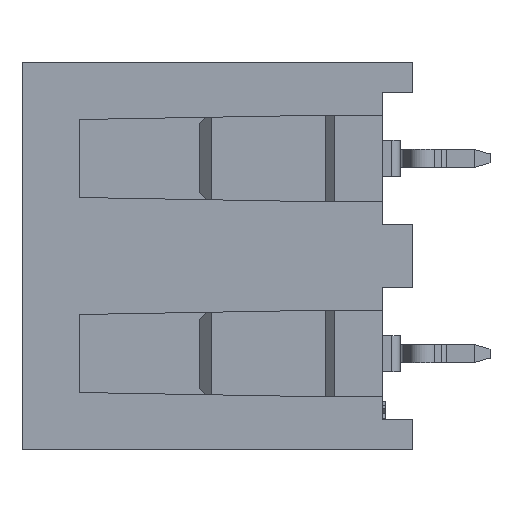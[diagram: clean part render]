
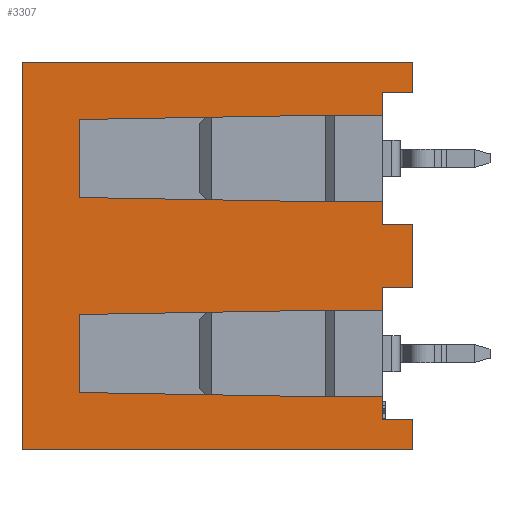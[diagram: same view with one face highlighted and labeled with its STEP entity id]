
A CAD part, left-side view. The second image highlights one B-rep face of the part: STEP entity #3307.
In plain terms, the highlighted planar face has unit normal (-1, 0, 0).
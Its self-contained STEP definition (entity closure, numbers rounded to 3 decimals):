
#558=CARTESIAN_POINT('',(47.3,-12.,-7.8));
#559=VERTEX_POINT('',#558);
#566=CARTESIAN_POINT('',(47.3,-12.,-8.552));
#567=VERTEX_POINT('',#566);
#568=CARTESIAN_POINT('',(47.3,-12.,-7.8));
#569=DIRECTION('',(0.,0.,-1.));
#570=VECTOR('',#569,0.752);
#571=LINE('',#568,#570);
#572=EDGE_CURVE('',#559,#567,#571,.T.);
#590=CARTESIAN_POINT('',(47.3,-12.,-11.448));
#591=VERTEX_POINT('',#590);
#598=CARTESIAN_POINT('',(47.3,-12.,-12.2));
#599=VERTEX_POINT('',#598);
#600=CARTESIAN_POINT('',(47.3,-12.,-11.448));
#601=DIRECTION('',(0.,0.,-1.));
#602=VECTOR('',#601,0.752);
#603=LINE('',#600,#602);
#604=EDGE_CURVE('',#591,#599,#603,.T.);
#622=CARTESIAN_POINT('',(47.3,-12.,-14.3));
#623=VERTEX_POINT('',#622);
#630=CARTESIAN_POINT('',(47.3,-12.,-15.052));
#631=VERTEX_POINT('',#630);
#632=CARTESIAN_POINT('',(47.3,-12.,-14.3));
#633=DIRECTION('',(0.,0.,-1.));
#634=VECTOR('',#633,0.752);
#635=LINE('',#632,#634);
#636=EDGE_CURVE('',#623,#631,#635,.T.);
#654=CARTESIAN_POINT('',(47.3,-12.,-17.948));
#655=VERTEX_POINT('',#654);
#662=CARTESIAN_POINT('',(47.3,-12.,-18.7));
#663=VERTEX_POINT('',#662);
#664=CARTESIAN_POINT('',(47.3,-12.,-17.948));
#665=DIRECTION('',(0.,0.,-1.));
#666=VECTOR('',#665,0.752);
#667=LINE('',#664,#666);
#668=EDGE_CURVE('',#655,#663,#667,.T.);
#2071=CARTESIAN_POINT('',(47.3,-13.,-6.8));
#2072=VERTEX_POINT('',#2071);
#2171=CARTESIAN_POINT('',(47.3,0.,-6.8));
#2172=VERTEX_POINT('',#2171);
#2179=CARTESIAN_POINT('',(47.3,0.,-6.8));
#2180=DIRECTION('',(0.,-1.,0.));
#2181=VECTOR('',#2180,13.);
#2182=LINE('',#2179,#2181);
#2183=EDGE_CURVE('',#2172,#2072,#2182,.T.);
#3153=CARTESIAN_POINT('',(47.3,-12.,-10.));
#3154=DIRECTION('',(0.,1.,0.));
#3155=DIRECTION('',(-1.,0.,0.));
#3156=AXIS2_PLACEMENT_3D('',#3153,#3155,#3154);
#3157=PLANE('',#3156);
#3158=CARTESIAN_POINT('',(47.3,-13.,-7.8));
#3159=VERTEX_POINT('',#3158);
#3160=CARTESIAN_POINT('',(47.3,-12.,-7.8));
#3161=DIRECTION('',(0.,-1.,0.));
#3162=VECTOR('',#3161,1.);
#3163=LINE('',#3160,#3162);
#3164=EDGE_CURVE('',#559,#3159,#3163,.T.);
#3165=ORIENTED_EDGE('',*,*,#3164,.T.);
#3166=CARTESIAN_POINT('',(47.3,-13.,-7.8));
#3167=DIRECTION('',(0.,0.,1.));
#3168=VECTOR('',#3167,1.);
#3169=LINE('',#3166,#3168);
#3170=EDGE_CURVE('',#3159,#2072,#3169,.T.);
#3171=ORIENTED_EDGE('',*,*,#3170,.T.);
#3172=ORIENTED_EDGE('',*,*,#2183,.F.);
#3173=CARTESIAN_POINT('',(47.3,0.,-19.7));
#3174=VERTEX_POINT('',#3173);
#3175=CARTESIAN_POINT('',(47.3,0.,-6.8));
#3176=DIRECTION('',(0.,0.,-1.));
#3177=VECTOR('',#3176,12.9);
#3178=LINE('',#3175,#3177);
#3179=EDGE_CURVE('',#2172,#3174,#3178,.T.);
#3180=ORIENTED_EDGE('',*,*,#3179,.T.);
#3181=CARTESIAN_POINT('',(47.3,-13.,-19.7));
#3182=VERTEX_POINT('',#3181);
#3183=CARTESIAN_POINT('',(47.3,0.,-19.7));
#3184=DIRECTION('',(0.,-1.,0.));
#3185=VECTOR('',#3184,13.);
#3186=LINE('',#3183,#3185);
#3187=EDGE_CURVE('',#3174,#3182,#3186,.T.);
#3188=ORIENTED_EDGE('',*,*,#3187,.T.);
#3189=CARTESIAN_POINT('',(47.3,-13.,-18.7));
#3190=VERTEX_POINT('',#3189);
#3191=CARTESIAN_POINT('',(47.3,-13.,-19.7));
#3192=DIRECTION('',(0.,0.,1.));
#3193=VECTOR('',#3192,1.);
#3194=LINE('',#3191,#3193);
#3195=EDGE_CURVE('',#3182,#3190,#3194,.T.);
#3196=ORIENTED_EDGE('',*,*,#3195,.T.);
#3197=CARTESIAN_POINT('',(47.3,-13.,-18.7));
#3198=DIRECTION('',(0.,1.,0.));
#3199=VECTOR('',#3198,1.);
#3200=LINE('',#3197,#3199);
#3201=EDGE_CURVE('',#3190,#663,#3200,.T.);
#3202=ORIENTED_EDGE('',*,*,#3201,.T.);
#3203=ORIENTED_EDGE('',*,*,#668,.F.);
#3204=CARTESIAN_POINT('',(47.3,-10.4,-17.948));
#3205=VERTEX_POINT('',#3204);
#3206=CARTESIAN_POINT('',(47.3,-12.,-17.948));
#3207=DIRECTION('',(0.,1.,0.));
#3208=VECTOR('',#3207,1.6);
#3209=LINE('',#3206,#3208);
#3210=EDGE_CURVE('',#655,#3205,#3209,.T.);
#3211=ORIENTED_EDGE('',*,*,#3210,.T.);
#3212=CARTESIAN_POINT('',(47.3,-1.9,-17.8));
#3213=VERTEX_POINT('',#3212);
#3214=CARTESIAN_POINT('',(47.3,-10.4,-17.948));
#3215=DIRECTION('',(0.,1.,0.017));
#3216=VECTOR('',#3215,8.501);
#3217=LINE('',#3214,#3216);
#3218=EDGE_CURVE('',#3205,#3213,#3217,.T.);
#3219=ORIENTED_EDGE('',*,*,#3218,.T.);
#3220=CARTESIAN_POINT('',(47.3,-1.9,-15.2));
#3221=VERTEX_POINT('',#3220);
#3222=CARTESIAN_POINT('',(47.3,-1.9,-17.8));
#3223=DIRECTION('',(0.,0.,1.));
#3224=VECTOR('',#3223,2.6);
#3225=LINE('',#3222,#3224);
#3226=EDGE_CURVE('',#3213,#3221,#3225,.T.);
#3227=ORIENTED_EDGE('',*,*,#3226,.T.);
#3228=CARTESIAN_POINT('',(47.3,-10.4,-15.052));
#3229=VERTEX_POINT('',#3228);
#3230=CARTESIAN_POINT('',(47.3,-1.9,-15.2));
#3231=DIRECTION('',(0.,-1.,0.017));
#3232=VECTOR('',#3231,8.501);
#3233=LINE('',#3230,#3232);
#3234=EDGE_CURVE('',#3221,#3229,#3233,.T.);
#3235=ORIENTED_EDGE('',*,*,#3234,.T.);
#3236=CARTESIAN_POINT('',(47.3,-10.4,-15.052));
#3237=DIRECTION('',(0.,-1.,0.));
#3238=VECTOR('',#3237,1.6);
#3239=LINE('',#3236,#3238);
#3240=EDGE_CURVE('',#3229,#631,#3239,.T.);
#3241=ORIENTED_EDGE('',*,*,#3240,.T.);
#3242=ORIENTED_EDGE('',*,*,#636,.F.);
#3243=CARTESIAN_POINT('',(47.3,-13.,-14.3));
#3244=VERTEX_POINT('',#3243);
#3245=CARTESIAN_POINT('',(47.3,-12.,-14.3));
#3246=DIRECTION('',(0.,-1.,0.));
#3247=VECTOR('',#3246,1.);
#3248=LINE('',#3245,#3247);
#3249=EDGE_CURVE('',#623,#3244,#3248,.T.);
#3250=ORIENTED_EDGE('',*,*,#3249,.T.);
#3251=CARTESIAN_POINT('',(47.3,-13.,-12.2));
#3252=VERTEX_POINT('',#3251);
#3253=CARTESIAN_POINT('',(47.3,-13.,-14.3));
#3254=DIRECTION('',(0.,0.,1.));
#3255=VECTOR('',#3254,2.1);
#3256=LINE('',#3253,#3255);
#3257=EDGE_CURVE('',#3244,#3252,#3256,.T.);
#3258=ORIENTED_EDGE('',*,*,#3257,.T.);
#3259=CARTESIAN_POINT('',(47.3,-13.,-12.2));
#3260=DIRECTION('',(0.,1.,0.));
#3261=VECTOR('',#3260,1.);
#3262=LINE('',#3259,#3261);
#3263=EDGE_CURVE('',#3252,#599,#3262,.T.);
#3264=ORIENTED_EDGE('',*,*,#3263,.T.);
#3265=ORIENTED_EDGE('',*,*,#604,.F.);
#3266=CARTESIAN_POINT('',(47.3,-10.4,-11.448));
#3267=VERTEX_POINT('',#3266);
#3268=CARTESIAN_POINT('',(47.3,-12.,-11.448));
#3269=DIRECTION('',(0.,1.,0.));
#3270=VECTOR('',#3269,1.6);
#3271=LINE('',#3268,#3270);
#3272=EDGE_CURVE('',#591,#3267,#3271,.T.);
#3273=ORIENTED_EDGE('',*,*,#3272,.T.);
#3274=CARTESIAN_POINT('',(47.3,-1.9,-11.3));
#3275=VERTEX_POINT('',#3274);
#3276=CARTESIAN_POINT('',(47.3,-10.4,-11.448));
#3277=DIRECTION('',(0.,1.,0.017));
#3278=VECTOR('',#3277,8.501);
#3279=LINE('',#3276,#3278);
#3280=EDGE_CURVE('',#3267,#3275,#3279,.T.);
#3281=ORIENTED_EDGE('',*,*,#3280,.T.);
#3282=CARTESIAN_POINT('',(47.3,-1.9,-8.7));
#3283=VERTEX_POINT('',#3282);
#3284=CARTESIAN_POINT('',(47.3,-1.9,-11.3));
#3285=DIRECTION('',(0.,0.,1.));
#3286=VECTOR('',#3285,2.6);
#3287=LINE('',#3284,#3286);
#3288=EDGE_CURVE('',#3275,#3283,#3287,.T.);
#3289=ORIENTED_EDGE('',*,*,#3288,.T.);
#3290=CARTESIAN_POINT('',(47.3,-10.4,-8.552));
#3291=VERTEX_POINT('',#3290);
#3292=CARTESIAN_POINT('',(47.3,-1.9,-8.7));
#3293=DIRECTION('',(0.,-1.,0.017));
#3294=VECTOR('',#3293,8.501);
#3295=LINE('',#3292,#3294);
#3296=EDGE_CURVE('',#3283,#3291,#3295,.T.);
#3297=ORIENTED_EDGE('',*,*,#3296,.T.);
#3298=CARTESIAN_POINT('',(47.3,-10.4,-8.552));
#3299=DIRECTION('',(0.,-1.,0.));
#3300=VECTOR('',#3299,1.6);
#3301=LINE('',#3298,#3300);
#3302=EDGE_CURVE('',#3291,#567,#3301,.T.);
#3303=ORIENTED_EDGE('',*,*,#3302,.T.);
#3304=ORIENTED_EDGE('',*,*,#572,.F.);
#3305=EDGE_LOOP('',(#3165,#3171,#3172,#3180,#3188,#3196,#3202,#3203,#3211,#3219,#3227,#3235,#3241,#3242,#3250,#3258,#3264,#3265,#3273,#3281,#3289,#3297,#3303,#3304));
#3306=FACE_OUTER_BOUND('',#3305,.T.);
#3307=ADVANCED_FACE('',(#3306),#3157,.T.);
